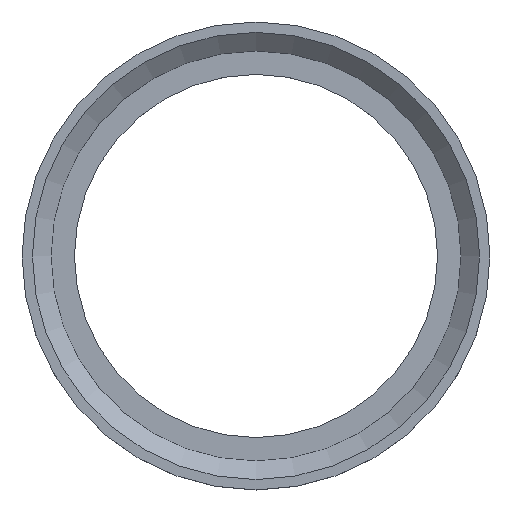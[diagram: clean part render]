
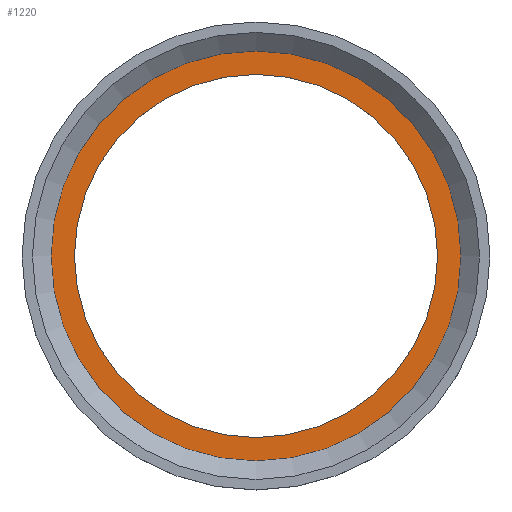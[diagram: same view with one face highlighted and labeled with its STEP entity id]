
A CAD part, top view. The second image highlights one B-rep face of the part: STEP entity #1220.
In plain terms, the highlighted planar face has unit normal (0, 0, 1).
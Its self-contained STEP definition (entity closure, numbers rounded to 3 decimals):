
#1032 = CYLINDRICAL_SURFACE('',#1033,35.);
#1033 = AXIS2_PLACEMENT_3D('',#1034,#1035,#1036);
#1034 = CARTESIAN_POINT('',(0.,0.,0.));
#1035 = DIRECTION('',(-0.,-0.,-1.));
#1036 = DIRECTION('',(1.,0.,0.));
#1100 = CONICAL_SURFACE('',#1101,36.,0.873);
#1101 = AXIS2_PLACEMENT_3D('',#1102,#1103,#1104);
#1102 = CARTESIAN_POINT('',(0.,0.,3.042));
#1103 = DIRECTION('',(0.,0.,1.));
#1104 = DIRECTION('',(0.,1.,0.));
#1120 = VERTEX_POINT('',#1121);
#1121 = CARTESIAN_POINT('',(35.,0.,6.));
#1142 = EDGE_CURVE('',#1120,#1120,#1143,.T.);
#1143 = SURFACE_CURVE('',#1144,(#1149,#1156),.PCURVE_S1.);
#1144 = CIRCLE('',#1145,35.);
#1145 = AXIS2_PLACEMENT_3D('',#1146,#1147,#1148);
#1146 = CARTESIAN_POINT('',(0.,0.,6.));
#1147 = DIRECTION('',(0.,0.,1.));
#1148 = DIRECTION('',(1.,0.,0.));
#1149 = PCURVE('',#1032,#1150);
#1150 = DEFINITIONAL_REPRESENTATION('',(#1151),#1155);
#1151 = LINE('',#1152,#1153);
#1152 = CARTESIAN_POINT('',(-0.,-6.));
#1153 = VECTOR('',#1154,1.);
#1154 = DIRECTION('',(-1.,0.));
#1155 = ( GEOMETRIC_REPRESENTATION_CONTEXT(2) 
PARAMETRIC_REPRESENTATION_CONTEXT() REPRESENTATION_CONTEXT('2D SPACE',''
  ) );
#1156 = PCURVE('',#1157,#1162);
#1157 = PLANE('',#1158);
#1158 = AXIS2_PLACEMENT_3D('',#1159,#1160,#1161);
#1159 = CARTESIAN_POINT('',(0.,0.,6.));
#1160 = DIRECTION('',(0.,0.,1.));
#1161 = DIRECTION('',(1.,0.,0.));
#1162 = DEFINITIONAL_REPRESENTATION('',(#1163),#1167);
#1163 = CIRCLE('',#1164,35.);
#1164 = AXIS2_PLACEMENT_2D('',#1165,#1166);
#1165 = CARTESIAN_POINT('',(0.,0.));
#1166 = DIRECTION('',(1.,0.));
#1167 = ( GEOMETRIC_REPRESENTATION_CONTEXT(2) 
PARAMETRIC_REPRESENTATION_CONTEXT() REPRESENTATION_CONTEXT('2D SPACE',''
  ) );
#1174 = EDGE_CURVE('',#1175,#1175,#1177,.T.);
#1175 = VERTEX_POINT('',#1176);
#1176 = CARTESIAN_POINT('',(0.,39.525,6.));
#1177 = SURFACE_CURVE('',#1178,(#1183,#1190),.PCURVE_S1.);
#1178 = CIRCLE('',#1179,39.525);
#1179 = AXIS2_PLACEMENT_3D('',#1180,#1181,#1182);
#1180 = CARTESIAN_POINT('',(0.,0.,6.));
#1181 = DIRECTION('',(0.,-0.,1.));
#1182 = DIRECTION('',(0.,1.,0.));
#1183 = PCURVE('',#1100,#1184);
#1184 = DEFINITIONAL_REPRESENTATION('',(#1185),#1189);
#1185 = LINE('',#1186,#1187);
#1186 = CARTESIAN_POINT('',(-6.283,2.958));
#1187 = VECTOR('',#1188,1.);
#1188 = DIRECTION('',(1.,-0.));
#1189 = ( GEOMETRIC_REPRESENTATION_CONTEXT(2) 
PARAMETRIC_REPRESENTATION_CONTEXT() REPRESENTATION_CONTEXT('2D SPACE',''
  ) );
#1190 = PCURVE('',#1157,#1191);
#1191 = DEFINITIONAL_REPRESENTATION('',(#1192),#1196);
#1192 = CIRCLE('',#1193,39.525);
#1193 = AXIS2_PLACEMENT_2D('',#1194,#1195);
#1194 = CARTESIAN_POINT('',(0.,0.));
#1195 = DIRECTION('',(0.,1.));
#1196 = ( GEOMETRIC_REPRESENTATION_CONTEXT(2) 
PARAMETRIC_REPRESENTATION_CONTEXT() REPRESENTATION_CONTEXT('2D SPACE',''
  ) );
#1220 = ADVANCED_FACE('',(#1221,#1224),#1157,.T.);
#1221 = FACE_BOUND('',#1222,.T.);
#1222 = EDGE_LOOP('',(#1223));
#1223 = ORIENTED_EDGE('',*,*,#1174,.T.);
#1224 = FACE_BOUND('',#1225,.T.);
#1225 = EDGE_LOOP('',(#1226));
#1226 = ORIENTED_EDGE('',*,*,#1142,.F.);
